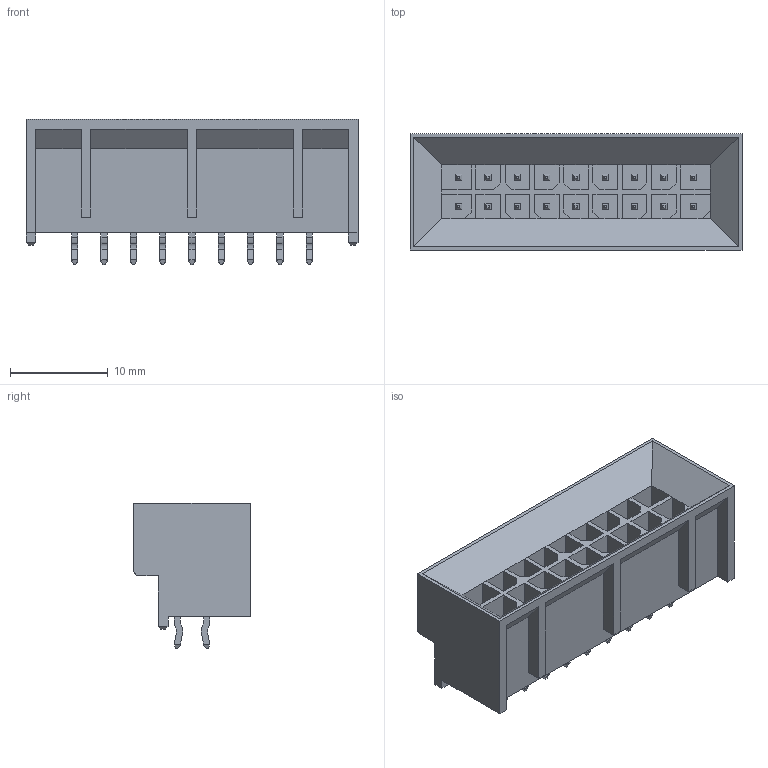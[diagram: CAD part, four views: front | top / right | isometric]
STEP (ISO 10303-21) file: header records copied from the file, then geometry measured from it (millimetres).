
FILE_DESCRIPTION((''),'2;1');
FILE_NAME('444321801','2018-01-23T',('ksrinivasara'),(''),'PRO/ENGINEER BY PARAMETRIC TECHNOLOGY CORPORATION, 2012310','PRO/ENGINEER BY PARAMETRIC TECHNOLOGY CORPORATION, 2012310','');
FILE_SCHEMA(('CONFIG_CONTROL_DESIGN'));
Length unit declared in the file: millimetre
Products named in the file (1): 444321801
Bounding box: 34 x 11.9 x 14.86 mm (x, y, z)
Volume: 2609.8 mm3; surface area: 3334.4 mm2
Topology: 1 solids, 1 shells, 582 faces, 1476 edges, 933 vertices
Faces by surface type: plane 509, cylinder 73
Entity records: 17069 total; most frequent: CARTESIAN_POINT 2952, ORIENTED_EDGE 2872, DIRECTION 2828, EDGE_CURVE 1436, VECTOR 1290, LINE 1290, VERTEX_POINT 893, AXIS2_PLACEMENT_3D 769
